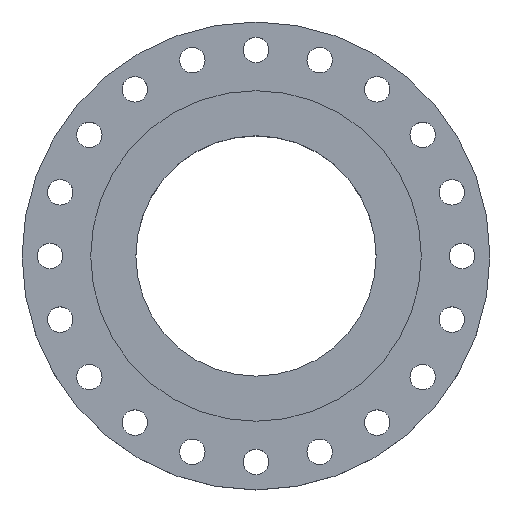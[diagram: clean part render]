
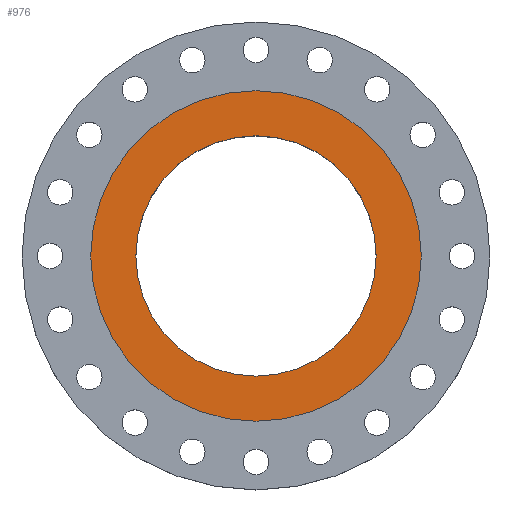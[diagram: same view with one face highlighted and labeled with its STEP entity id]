
A CAD part, top view. The second image highlights one B-rep face of the part: STEP entity #976.
In plain terms, the highlighted planar face has unit normal (0, 0, 1).
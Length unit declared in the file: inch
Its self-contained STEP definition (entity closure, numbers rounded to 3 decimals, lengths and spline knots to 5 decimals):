
#159 = DIRECTION ( 'NONE',  ( 0., 0., 1. ) ) ;
#189 = VERTEX_POINT ( 'NONE', #586 ) ;
#245 = ORIENTED_EDGE ( 'NONE', *, *, #320, .T. ) ;
#267 = CARTESIAN_POINT ( 'NONE',  ( -8.125, 0., 0. ) ) ;
#269 = VERTEX_POINT ( 'NONE', #267 ) ;
#320 = EDGE_CURVE ( 'NONE', #1496, #269, #1050, .T. ) ;
#328 = DIRECTION ( 'NONE',  ( 0., 0., 1. ) ) ;
#355 = AXIS2_PLACEMENT_3D ( 'NONE', #1585, #1901, #442 ) ;
#395 = AXIS2_PLACEMENT_3D ( 'NONE', #2059, #328, #1124 ) ;
#442 = DIRECTION ( 'NONE',  ( -1., 0., 0. ) ) ;
#586 = CARTESIAN_POINT ( 'NONE',  ( 5.90625, 0., 0. ) ) ;
#588 = VERTEX_POINT ( 'NONE', #2034 ) ;
#601 = FACE_BOUND ( 'NONE', #1356, .T. ) ;
#614 = DIRECTION ( 'NONE',  ( 1., 0., 0. ) ) ;
#625 = DIRECTION ( 'NONE',  ( 0., 0., 1. ) ) ;
#711 = EDGE_CURVE ( 'NONE', #189, #588, #2013, .T. ) ;
#737 = CIRCLE ( 'NONE', #776, 8.125 ) ;
#743 = AXIS2_PLACEMENT_3D ( 'NONE', #1152, #159, #1658 ) ;
#776 = AXIS2_PLACEMENT_3D ( 'NONE', #1430, #2062, #614 ) ;
#940 = FACE_OUTER_BOUND ( 'NONE', #1570, .T. ) ;
#975 = DIRECTION ( 'NONE',  ( 1., 0., 0. ) ) ;
#976 = ADVANCED_FACE ( 'NONE', ( #601, #940 ), #1598, .F. ) ;
#1050 = CIRCLE ( 'NONE', #395, 8.125 ) ;
#1124 = DIRECTION ( 'NONE',  ( 1., 0., 0. ) ) ;
#1152 = CARTESIAN_POINT ( 'NONE',  ( 0., 0., 0. ) ) ;
#1230 = CARTESIAN_POINT ( 'NONE',  ( 8.125, 0., 0. ) ) ;
#1329 = ORIENTED_EDGE ( 'NONE', *, *, #1775, .F. ) ;
#1356 = EDGE_LOOP ( 'NONE', ( #1640, #1329 ) ) ;
#1430 = CARTESIAN_POINT ( 'NONE',  ( 0., 0., 0. ) ) ;
#1496 = VERTEX_POINT ( 'NONE', #1230 ) ;
#1570 = EDGE_LOOP ( 'NONE', ( #245, #2012 ) ) ;
#1585 = CARTESIAN_POINT ( 'NONE',  ( 0., 5.90625, 0. ) ) ;
#1598 = PLANE ( 'NONE',  #355 ) ;
#1640 = ORIENTED_EDGE ( 'NONE', *, *, #711, .F. ) ;
#1644 = EDGE_CURVE ( 'NONE', #269, #1496, #737, .T. ) ;
#1658 = DIRECTION ( 'NONE',  ( 1., 0., 0. ) ) ;
#1756 = CARTESIAN_POINT ( 'NONE',  ( 0., 0., 0. ) ) ;
#1775 = EDGE_CURVE ( 'NONE', #588, #189, #1786, .T. ) ;
#1786 = CIRCLE ( 'NONE', #1891, 5.90625 ) ;
#1891 = AXIS2_PLACEMENT_3D ( 'NONE', #1756, #625, #975 ) ;
#1901 = DIRECTION ( 'NONE',  ( 0., 0., -1. ) ) ;
#2012 = ORIENTED_EDGE ( 'NONE', *, *, #1644, .T. ) ;
#2013 = CIRCLE ( 'NONE', #743, 5.90625 ) ;
#2034 = CARTESIAN_POINT ( 'NONE',  ( -5.90625, 0., 0. ) ) ;
#2059 = CARTESIAN_POINT ( 'NONE',  ( 0., 0., 0. ) ) ;
#2062 = DIRECTION ( 'NONE',  ( 0., 0., 1. ) ) ;
